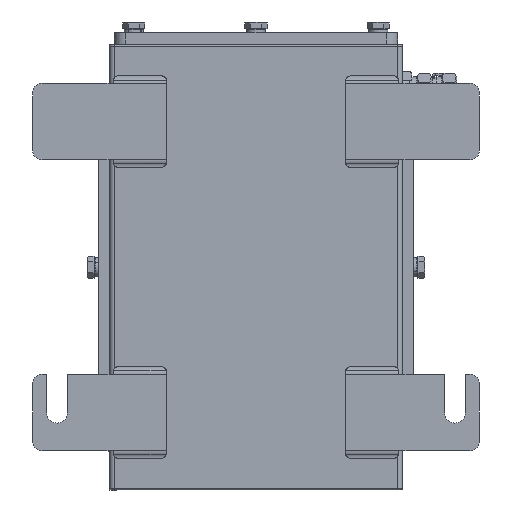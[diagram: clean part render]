
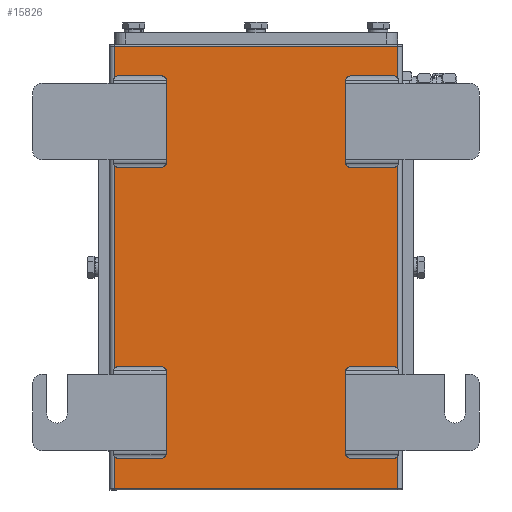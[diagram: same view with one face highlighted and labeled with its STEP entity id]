
A CAD part, front view. The second image highlights one B-rep face of the part: STEP entity #15826.
In plain terms, the highlighted planar face has unit normal (0, -1, 0).
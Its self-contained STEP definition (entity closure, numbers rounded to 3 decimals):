
#354=FACE_BOUND('',#2345,.T.);
#355=FACE_BOUND('',#2346,.T.);
#356=FACE_BOUND('',#2347,.T.);
#357=FACE_BOUND('',#2348,.T.);
#358=FACE_BOUND('',#2349,.T.);
#359=FACE_BOUND('',#2350,.T.);
#360=FACE_BOUND('',#2351,.T.);
#361=FACE_BOUND('',#2352,.T.);
#566=PLANE('',#17036);
#1403=FACE_OUTER_BOUND('',#2344,.T.);
#2344=EDGE_LOOP('',(#11385,#11386,#11387,#11388));
#2345=EDGE_LOOP('',(#11389,#11390));
#2346=EDGE_LOOP('',(#11391,#11392));
#2347=EDGE_LOOP('',(#11393,#11394));
#2348=EDGE_LOOP('',(#11395,#11396));
#2349=EDGE_LOOP('',(#11397,#11398));
#2350=EDGE_LOOP('',(#11399,#11400));
#2351=EDGE_LOOP('',(#11401,#11402));
#2352=EDGE_LOOP('',(#11403,#11404));
#3769=LINE('',#22749,#4972);
#3779=LINE('',#22992,#4982);
#4240=LINE('',#25031,#5443);
#4241=LINE('',#25032,#5444);
#4242=LINE('',#25035,#5445);
#4243=LINE('',#25038,#5446);
#4244=LINE('',#25041,#5447);
#4245=LINE('',#25044,#5448);
#4246=LINE('',#25047,#5449);
#4247=LINE('',#25050,#5450);
#4248=LINE('',#25053,#5451);
#4249=LINE('',#25056,#5452);
#4972=VECTOR('',#18306,10.);
#4982=VECTOR('',#18360,10.);
#5443=VECTOR('',#19685,10.);
#5444=VECTOR('',#19686,10.);
#5445=VECTOR('',#19687,10.);
#5446=VECTOR('',#19688,10.);
#5447=VECTOR('',#19689,10.);
#5448=VECTOR('',#19690,10.);
#5449=VECTOR('',#19691,10.);
#5450=VECTOR('',#19692,10.);
#5451=VECTOR('',#19693,10.);
#5452=VECTOR('',#19694,10.);
#6268=VERTEX_POINT('',#22739);
#6270=VERTEX_POINT('',#22745);
#6290=VERTEX_POINT('',#22982);
#6292=VERTEX_POINT('',#22988);
#6769=VERTEX_POINT('',#25033);
#6770=VERTEX_POINT('',#25034);
#6771=VERTEX_POINT('',#25036);
#6772=VERTEX_POINT('',#25037);
#6773=VERTEX_POINT('',#25039);
#6774=VERTEX_POINT('',#25040);
#6775=VERTEX_POINT('',#25042);
#6776=VERTEX_POINT('',#25043);
#6777=VERTEX_POINT('',#25045);
#6778=VERTEX_POINT('',#25046);
#6779=VERTEX_POINT('',#25048);
#6780=VERTEX_POINT('',#25049);
#6781=VERTEX_POINT('',#25051);
#6782=VERTEX_POINT('',#25052);
#6783=VERTEX_POINT('',#25054);
#6784=VERTEX_POINT('',#25055);
#7715=EDGE_CURVE('',#6268,#6270,#3769,.T.);
#7748=EDGE_CURVE('',#6290,#6292,#3779,.T.);
#8478=EDGE_CURVE('',#6268,#6292,#4240,.T.);
#8479=EDGE_CURVE('',#6290,#6270,#4241,.T.);
#8480=EDGE_CURVE('',#6769,#6770,#4242,.T.);
#8481=EDGE_CURVE('',#6771,#6772,#4243,.T.);
#8482=EDGE_CURVE('',#6773,#6774,#4244,.T.);
#8483=EDGE_CURVE('',#6775,#6776,#4245,.T.);
#8484=EDGE_CURVE('',#6777,#6778,#4246,.T.);
#8485=EDGE_CURVE('',#6779,#6780,#4247,.T.);
#8486=EDGE_CURVE('',#6781,#6782,#4248,.T.);
#8487=EDGE_CURVE('',#6783,#6784,#4249,.T.);
#11385=ORIENTED_EDGE('',*,*,#8478,.T.);
#11386=ORIENTED_EDGE('',*,*,#7748,.F.);
#11387=ORIENTED_EDGE('',*,*,#8479,.T.);
#11388=ORIENTED_EDGE('',*,*,#7715,.F.);
#11389=ORIENTED_EDGE('',*,*,#8480,.T.);
#11390=ORIENTED_EDGE('',*,*,#8480,.F.);
#11391=ORIENTED_EDGE('',*,*,#8481,.T.);
#11392=ORIENTED_EDGE('',*,*,#8481,.F.);
#11393=ORIENTED_EDGE('',*,*,#8482,.T.);
#11394=ORIENTED_EDGE('',*,*,#8482,.F.);
#11395=ORIENTED_EDGE('',*,*,#8483,.T.);
#11396=ORIENTED_EDGE('',*,*,#8483,.F.);
#11397=ORIENTED_EDGE('',*,*,#8484,.T.);
#11398=ORIENTED_EDGE('',*,*,#8484,.F.);
#11399=ORIENTED_EDGE('',*,*,#8485,.T.);
#11400=ORIENTED_EDGE('',*,*,#8485,.F.);
#11401=ORIENTED_EDGE('',*,*,#8486,.T.);
#11402=ORIENTED_EDGE('',*,*,#8486,.F.);
#11403=ORIENTED_EDGE('',*,*,#8487,.T.);
#11404=ORIENTED_EDGE('',*,*,#8487,.F.);
#15826=ADVANCED_FACE('',(#1403,#354,#355,#356,#357,#358,#359,#360,#361),
#566,.T.);
#17036=AXIS2_PLACEMENT_3D('',#25030,#19683,#19684);
#18306=DIRECTION('',(-1.,0.,0.));
#18360=DIRECTION('',(1.,0.,0.));
#19683=DIRECTION('center_axis',(0.,-1.,0.));
#19684=DIRECTION('ref_axis',(1.,0.,0.));
#19685=DIRECTION('',(0.,0.,1.));
#19686=DIRECTION('',(0.,0.,-1.));
#19687=DIRECTION('',(-1.,0.,0.));
#19688=DIRECTION('',(1.,0.,0.));
#19689=DIRECTION('',(1.,0.,0.));
#19690=DIRECTION('',(-1.,0.,0.));
#19691=DIRECTION('',(1.,0.,0.));
#19692=DIRECTION('',(-1.,0.,0.));
#19693=DIRECTION('',(-1.,0.,0.));
#19694=DIRECTION('',(1.,0.,0.));
#22739=CARTESIAN_POINT('',(74.1,0.,-115.5));
#22745=CARTESIAN_POINT('',(-74.1,0.,-115.5));
#22749=CARTESIAN_POINT('',(-37.05,0.,-115.5));
#22982=CARTESIAN_POINT('',(-74.1,0.,115.5));
#22988=CARTESIAN_POINT('',(74.1,0.,115.5));
#22992=CARTESIAN_POINT('',(-37.05,0.,115.5));
#25030=CARTESIAN_POINT('Origin',(-74.1,0.,
0.));
#25031=CARTESIAN_POINT('',(74.1,0.,-57.05));
#25032=CARTESIAN_POINT('',(-74.1,0.,57.05));
#25033=CARTESIAN_POINT('',(71.7,0.,-100.));
#25034=CARTESIAN_POINT('',(49.7,0.,-100.));
#25035=CARTESIAN_POINT('',(23.35,0.,-100.));
#25036=CARTESIAN_POINT('',(49.7,0.,-52.));
#25037=CARTESIAN_POINT('',(71.7,0.,-52.));
#25038=CARTESIAN_POINT('',(23.35,0.,-52.));
#25039=CARTESIAN_POINT('',(-71.7,0.,-52.));
#25040=CARTESIAN_POINT('',(-49.7,0.,-52.));
#25041=CARTESIAN_POINT('',(-37.35,0.,-52.));
#25042=CARTESIAN_POINT('',(-49.7,0.,-100.));
#25043=CARTESIAN_POINT('',(-71.7,0.,-100.));
#25044=CARTESIAN_POINT('',(-37.35,0.,-100.));
#25045=CARTESIAN_POINT('',(49.7,0.,100.));
#25046=CARTESIAN_POINT('',(71.7,0.,100.));
#25047=CARTESIAN_POINT('',(23.35,0.,100.));
#25048=CARTESIAN_POINT('',(71.7,0.,52.));
#25049=CARTESIAN_POINT('',(49.7,0.,52.));
#25050=CARTESIAN_POINT('',(23.35,0.,52.));
#25051=CARTESIAN_POINT('',(-49.7,0.,52.));
#25052=CARTESIAN_POINT('',(-71.7,0.,52.));
#25053=CARTESIAN_POINT('',(-23.35,0.,52.));
#25054=CARTESIAN_POINT('',(-71.7,0.,100.));
#25055=CARTESIAN_POINT('',(-49.7,0.,100.));
#25056=CARTESIAN_POINT('',(-23.35,0.,100.));
